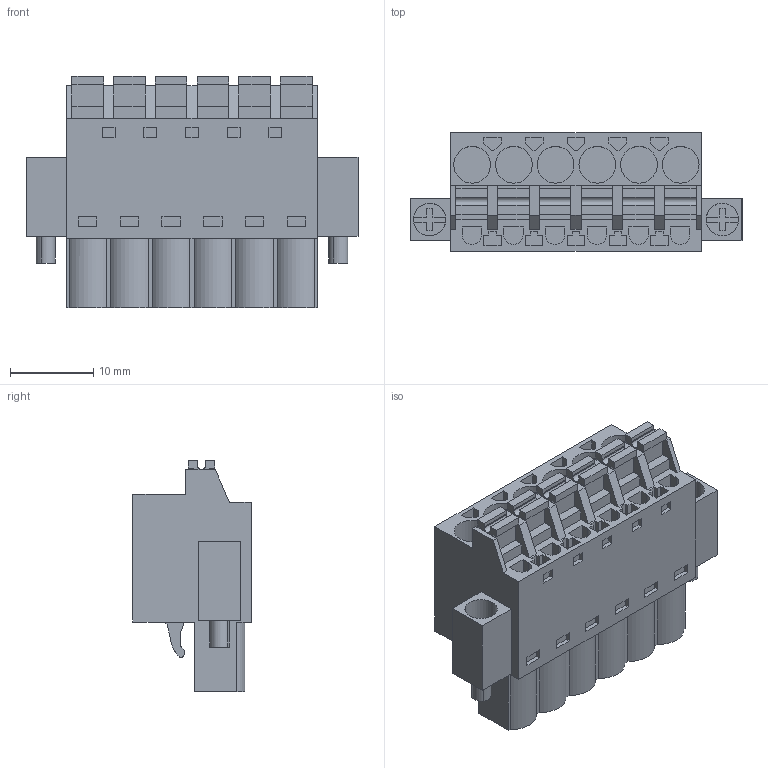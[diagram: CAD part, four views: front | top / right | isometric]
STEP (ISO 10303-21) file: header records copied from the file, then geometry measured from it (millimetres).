
FILE_DESCRIPTION(('CATIA V5 STEP Exchange','CAx-IF Rec.Pracs.--- Model Styling and Organization---1.2---2011-12-15'),'2;1');
FILE_NAME ('D1446727_0_1017470000_1017470000.stp','2017-04-27T11:28:07+00:00',('none'),('Weidmueller'),'CATIA Version 5-6 Release 2014','CATIA V5 STEP AP214','none');
FILE_SCHEMA(('AUTOMOTIVE_DESIGN { 1 0 10303 214 1 1 1 1 }'));
Length unit declared in the file: millimetre
Products named in the file (1): 1017470000
Bounding box: 39.8 x 14.2 x 27.73 mm (x, y, z)
Volume: 7952.9 mm3; surface area: 4983.4 mm2
Topology: 9 solids, 9 shells, 565 faces, 1609 edges, 1115 vertices
Faces by surface type: plane 495, cylinder 66, extrusion 4
Entity records: 18030 total; most frequent: CARTESIAN_POINT 3331, ORIENTED_EDGE 3218, DIRECTION 2407, EDGE_CURVE 1609, VECTOR 1454, LINE 1450, VERTEX_POINT 1115, EDGE_LOOP 632
